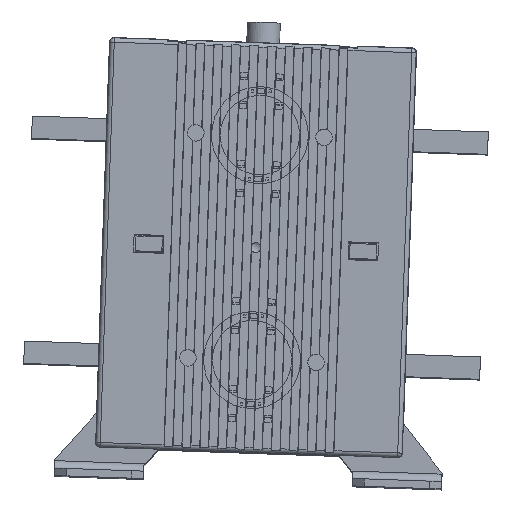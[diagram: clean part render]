
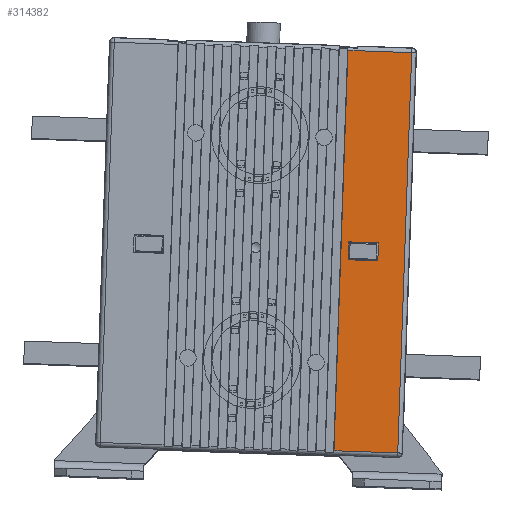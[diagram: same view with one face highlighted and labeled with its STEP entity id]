
A CAD part, top view. The second image highlights one B-rep face of the part: STEP entity #314382.
In plain terms, the highlighted planar face has unit normal (0, 0, 1).
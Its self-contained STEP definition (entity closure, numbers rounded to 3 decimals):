
#87081=DIRECTION('',(-0.999,0.035,0.));
#87082=VECTOR('',#87081,42.8);
#87083=CARTESIAN_POINT('',(71.796,107.813,284.496));
#87084=LINE('',#87083,#87082);
#87288=DIRECTION('',(0.035,0.999,0.));
#87289=VECTOR('',#87288,268.65);
#87290=CARTESIAN_POINT('',(62.42,-160.674,
284.495));
#87291=LINE('',#87290,#87289);
#87309=CARTESIAN_POINT('',(29.022,109.306,284.491));
#87310=CARTESIAN_POINT('',(27.98,79.475,284.491));
#87311=CARTESIAN_POINT('',(25.896,19.811,284.491));
#87312=CARTESIAN_POINT('',(22.771,-69.684,
284.49));
#87313=CARTESIAN_POINT('',(20.688,-129.348,
284.49));
#87314=CARTESIAN_POINT('',(19.646,-159.18,
284.49));
#87365=DIRECTION('',(0.999,-0.035,0.));
#87366=VECTOR('',#87365,42.8);
#87367=CARTESIAN_POINT('',(19.646,-159.18,
284.49));
#87368=LINE('',#87367,#87366);
#91163=DIRECTION('',(-0.999,0.035,0.));
#91164=VECTOR('',#91163,20.);
#91165=CARTESIAN_POINT('',(49.084,-31.805,
284.493));
#91166=LINE('',#91165,#91164);
#91295=DIRECTION('',(0.999,-0.035,0.));
#91296=VECTOR('',#91295,20.);
#91297=CARTESIAN_POINT('',(29.515,-19.114,
284.491));
#91298=LINE('',#91297,#91296);
#91303=DIRECTION('',(0.035,0.999,0.));
#91304=VECTOR('',#91303,12.);
#91305=CARTESIAN_POINT('',(29.096,-31.107,
284.491));
#91306=LINE('',#91305,#91304);
#91323=DIRECTION('',(-0.035,-0.999,0.));
#91324=VECTOR('',#91323,12.);
#91325=CARTESIAN_POINT('',(49.503,-19.812,
284.493));
#91326=LINE('',#91325,#91324);
#134534=CARTESIAN_POINT('',(71.796,107.813,
284.496));
#134535=VERTEX_POINT('',#134534);
#134536=CARTESIAN_POINT('',(29.022,109.306,
284.491));
#134537=VERTEX_POINT('',#134536);
#134706=CARTESIAN_POINT('',(62.42,-160.674,
284.495));
#134707=VERTEX_POINT('',#134706);
#134708=VERTEX_POINT('',#87314);
#134709=CARTESIAN_POINT('',(49.084,-31.805,
284.493));
#134710=CARTESIAN_POINT('',(29.096,-31.107,
284.491));
#134711=VERTEX_POINT('',#134709);
#134712=VERTEX_POINT('',#134710);
#134713=CARTESIAN_POINT('',(49.503,-19.812,
284.493));
#134714=VERTEX_POINT('',#134713);
#134715=CARTESIAN_POINT('',(29.515,-19.114,
284.491));
#134716=VERTEX_POINT('',#134715);
#314359=CARTESIAN_POINT('',(45.721,-25.684,
284.493));
#314360=DIRECTION('',(0.,0.,1.));
#314361=DIRECTION('',(-0.999,0.035,0.));
#314362=AXIS2_PLACEMENT_3D('',#314359,#314360,#314361);
#314363=PLANE('',#314362);
#314365=ORIENTED_EDGE('',*,*,#314364,.F.);
#314366=ORIENTED_EDGE('',*,*,#314027,.F.);
#314367=ORIENTED_EDGE('',*,*,#314338,.F.);
#314369=ORIENTED_EDGE('',*,*,#314368,.F.);
#314370=EDGE_LOOP('',(#314365,#314366,#314367,#314369));
#314371=FACE_OUTER_BOUND('',#314370,.F.);
#314373=ORIENTED_EDGE('',*,*,#314372,.F.);
#314375=ORIENTED_EDGE('',*,*,#314374,.F.);
#314377=ORIENTED_EDGE('',*,*,#314376,.F.);
#314379=ORIENTED_EDGE('',*,*,#314378,.F.);
#314380=EDGE_LOOP('',(#314373,#314375,#314377,#314379));
#314381=FACE_BOUND('',#314380,.F.);
#87315=B_SPLINE_CURVE_WITH_KNOTS('',3,(#87309,#87310,#87311,#87312,#87313,
#87314),.UNSPECIFIED.,.F.,.F.,(4,1,1,4),(0.,0.333,
0.667,1.),.UNSPECIFIED.);
#314027=EDGE_CURVE('',#134535,#134537,#87084,.T.);
#314338=EDGE_CURVE('',#134707,#134535,#87291,.T.);
#314364=EDGE_CURVE('',#134537,#134708,#87315,.T.);
#314368=EDGE_CURVE('',#134708,#134707,#87368,.T.);
#314372=EDGE_CURVE('',#134711,#134712,#91166,.T.);
#314374=EDGE_CURVE('',#134714,#134711,#91326,.T.);
#314376=EDGE_CURVE('',#134716,#134714,#91298,.T.);
#314378=EDGE_CURVE('',#134712,#134716,#91306,.T.);
#314382=ADVANCED_FACE('',(#314371,#314381),#314363,.T.);
